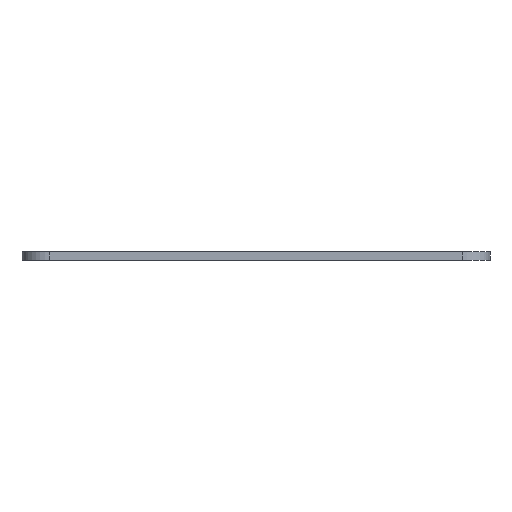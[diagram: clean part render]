
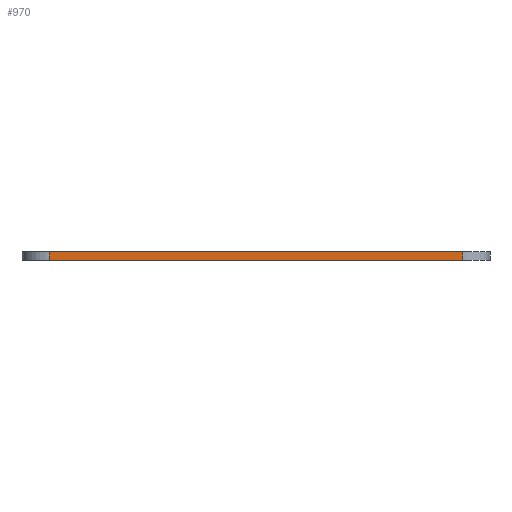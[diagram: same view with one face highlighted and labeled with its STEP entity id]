
A CAD part, front view. The second image highlights one B-rep face of the part: STEP entity #970.
In plain terms, the highlighted planar face has unit normal (0, -1, 0).
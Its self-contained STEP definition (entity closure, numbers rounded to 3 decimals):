
#35=PLANE('',#1037);
#62=FACE_OUTER_BOUND('',#112,.T.);
#112=EDGE_LOOP('',(#661,#662,#663,#664));
#178=LINE('',#1441,#274);
#179=LINE('',#1444,#275);
#180=LINE('',#1446,#276);
#181=LINE('',#1447,#277);
#274=VECTOR('',#1144,10.);
#275=VECTOR('',#1147,10.);
#276=VECTOR('',#1148,10.);
#277=VECTOR('',#1149,10.);
#417=VERTEX_POINT('',#1434);
#420=VERTEX_POINT('',#1439);
#421=VERTEX_POINT('',#1443);
#422=VERTEX_POINT('',#1445);
#516=EDGE_CURVE('',#420,#417,#178,.T.);
#517=EDGE_CURVE('',#421,#420,#179,.T.);
#518=EDGE_CURVE('',#422,#421,#180,.T.);
#519=EDGE_CURVE('',#417,#422,#181,.T.);
#661=ORIENTED_EDGE('',*,*,#516,.F.);
#662=ORIENTED_EDGE('',*,*,#517,.F.);
#663=ORIENTED_EDGE('',*,*,#518,.F.);
#664=ORIENTED_EDGE('',*,*,#519,.F.);
#970=ADVANCED_FACE('',(#62),#35,.T.);
#1037=AXIS2_PLACEMENT_3D('',#1442,#1145,#1146);
#1144=DIRECTION('',(0.,0.,1.));
#1145=DIRECTION('center_axis',(0.,-1.,0.));
#1146=DIRECTION('ref_axis',(1.,0.,0.));
#1147=DIRECTION('',(-1.,0.,0.));
#1148=DIRECTION('',(0.,0.,-1.));
#1149=DIRECTION('',(1.,0.,0.));
#1434=CARTESIAN_POINT('',(-101.87,-107.005,1.5));
#1439=CARTESIAN_POINT('',(-101.87,-107.005,0.));
#1441=CARTESIAN_POINT('',(-101.87,-107.005,0.));
#1442=CARTESIAN_POINT('Origin',(-106.87,-107.005,0.));
#1443=CARTESIAN_POINT('',(-26.67,-107.005,0.));
#1444=CARTESIAN_POINT('',(-21.67,-107.005,0.));
#1445=CARTESIAN_POINT('',(-26.67,-107.005,1.5));
#1446=CARTESIAN_POINT('',(-26.67,-107.005,0.));
#1447=CARTESIAN_POINT('',(-21.67,-107.005,1.5));
